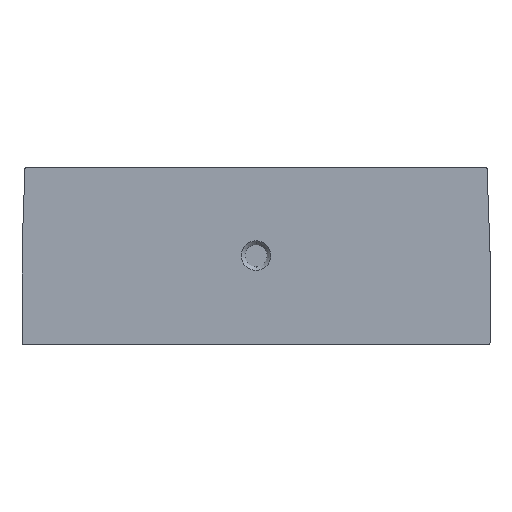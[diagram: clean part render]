
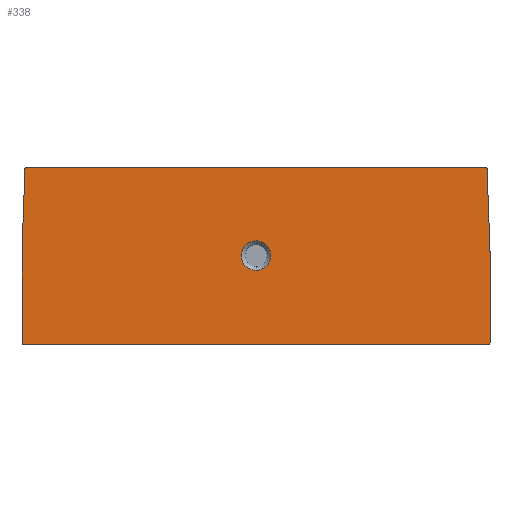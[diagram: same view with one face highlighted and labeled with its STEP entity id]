
A CAD part, top view. The second image highlights one B-rep face of the part: STEP entity #338.
In plain terms, the highlighted planar face has unit normal (0, 0, 1).
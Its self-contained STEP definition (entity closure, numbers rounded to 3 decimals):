
#64=CARTESIAN_POINT('',(31.3,13.065,1.5));
#65=DIRECTION('',(0.,0.,-1.));
#66=DIRECTION('',(0.999,0.035,0.));
#67=AXIS2_PLACEMENT_3D('',#64,#65,#66);
#69=DIRECTION('',(0.,1.,0.));
#70=VECTOR('',#69,12.265);
#71=CARTESIAN_POINT('',(31.6,0.8,1.5));
#72=LINE('',#71,#70);
#73=CARTESIAN_POINT('',(31.3,0.8,1.5));
#74=DIRECTION('',(0.,0.,1.));
#75=DIRECTION('',(0.,-1.,0.));
#76=AXIS2_PLACEMENT_3D('',#73,#74,#75);
#78=DIRECTION('',(1.,0.,0.));
#79=VECTOR('',#78,62.6);
#80=CARTESIAN_POINT('',(-31.3,0.5,1.5));
#81=LINE('',#80,#79);
#82=CARTESIAN_POINT('',(-31.3,0.8,1.5));
#83=DIRECTION('',(0.,0.,1.));
#84=DIRECTION('',(-1.,0.,0.));
#85=AXIS2_PLACEMENT_3D('',#82,#83,#84);
#87=DIRECTION('',(0.,-1.,0.));
#88=VECTOR('',#87,12.265);
#89=CARTESIAN_POINT('',(-31.6,13.065,1.5));
#90=LINE('',#89,#88);
#91=CARTESIAN_POINT('',(-31.3,13.065,1.5));
#92=DIRECTION('',(0.,0.,-1.));
#93=DIRECTION('',(-1.,0.,0.));
#94=AXIS2_PLACEMENT_3D('',#91,#92,#93);
#96=DIRECTION('',(-0.035,-0.999,0.));
#97=VECTOR('',#96,11.142);
#98=CARTESIAN_POINT('',(-31.211,24.21,1.5));
#99=LINE('',#98,#97);
#100=CARTESIAN_POINT('',(-30.911,24.2,1.5));
#101=DIRECTION('',(0.,0.,1.));
#102=DIRECTION('',(0.,1.,0.));
#103=AXIS2_PLACEMENT_3D('',#100,#101,#102);
#105=DIRECTION('',(-1.,0.,0.));
#106=VECTOR('',#105,61.822);
#107=CARTESIAN_POINT('',(30.911,24.5,1.5));
#108=LINE('',#107,#106);
#109=CARTESIAN_POINT('',(30.911,24.2,1.5));
#110=DIRECTION('',(0.,0.,1.));
#111=DIRECTION('',(0.999,0.035,0.));
#112=AXIS2_PLACEMENT_3D('',#109,#110,#111);
#114=DIRECTION('',(-0.035,0.999,0.));
#115=VECTOR('',#114,11.142);
#116=CARTESIAN_POINT('',(31.6,13.075,1.5));
#117=LINE('',#116,#115);
#118=CARTESIAN_POINT('',(0.,12.55,1.5));
#119=DIRECTION('',(0.,0.,1.));
#120=DIRECTION('',(0.,1.,0.));
#121=AXIS2_PLACEMENT_3D('',#118,#119,#120);
#123=CARTESIAN_POINT('',(0.,12.55,1.5));
#124=DIRECTION('',(0.,0.,1.));
#125=DIRECTION('',(0.,-1.,0.));
#126=AXIS2_PLACEMENT_3D('',#123,#124,#125);
#186=CARTESIAN_POINT('',(31.6,13.075,1.5));
#188=VERTEX_POINT('',#186);
#192=CARTESIAN_POINT('',(31.6,13.065,1.5));
#193=VERTEX_POINT('',#192);
#198=CARTESIAN_POINT('',(31.211,24.21,1.5));
#199=VERTEX_POINT('',#198);
#200=CARTESIAN_POINT('',(30.911,24.5,1.5));
#201=VERTEX_POINT('',#200);
#206=CARTESIAN_POINT('',(-30.911,24.5,1.5));
#207=VERTEX_POINT('',#206);
#208=CARTESIAN_POINT('',(-31.211,24.21,1.5));
#209=VERTEX_POINT('',#208);
#210=CARTESIAN_POINT('',(-31.6,13.065,1.5));
#212=VERTEX_POINT('',#210);
#216=CARTESIAN_POINT('',(-31.6,13.075,1.5));
#217=VERTEX_POINT('',#216);
#222=CARTESIAN_POINT('',(-31.6,0.8,1.5));
#223=VERTEX_POINT('',#222);
#224=CARTESIAN_POINT('',(-31.3,0.5,1.5));
#225=VERTEX_POINT('',#224);
#230=CARTESIAN_POINT('',(31.3,0.5,1.5));
#231=VERTEX_POINT('',#230);
#232=CARTESIAN_POINT('',(31.6,0.8,1.5));
#233=VERTEX_POINT('',#232);
#238=CARTESIAN_POINT('',(0.,14.55,1.5));
#239=CARTESIAN_POINT('',(0.,10.55,1.5));
#240=VERTEX_POINT('',#238);
#241=VERTEX_POINT('',#239);
#303=CARTESIAN_POINT('',(0.,0.,1.5));
#304=DIRECTION('',(0.,0.,1.));
#305=DIRECTION('',(1.,0.,0.));
#306=AXIS2_PLACEMENT_3D('',#303,#304,#305);
#307=PLANE('',#306);
#308=ORIENTED_EDGE('',*,*,#284,.T.);
#310=ORIENTED_EDGE('',*,*,#309,.F.);
#312=ORIENTED_EDGE('',*,*,#311,.F.);
#314=ORIENTED_EDGE('',*,*,#313,.F.);
#316=ORIENTED_EDGE('',*,*,#315,.F.);
#318=ORIENTED_EDGE('',*,*,#317,.F.);
#320=ORIENTED_EDGE('',*,*,#319,.T.);
#322=ORIENTED_EDGE('',*,*,#321,.F.);
#324=ORIENTED_EDGE('',*,*,#323,.F.);
#326=ORIENTED_EDGE('',*,*,#325,.F.);
#328=ORIENTED_EDGE('',*,*,#327,.F.);
#329=ORIENTED_EDGE('',*,*,#295,.F.);
#330=EDGE_LOOP('',(#308,#310,#312,#314,#316,#318,#320,#322,#324,#326,#328,
#329));
#331=FACE_OUTER_BOUND('',#330,.F.);
#333=ORIENTED_EDGE('',*,*,#332,.T.);
#335=ORIENTED_EDGE('',*,*,#334,.T.);
#336=EDGE_LOOP('',(#333,#335));
#337=FACE_BOUND('',#336,.F.);
#338=ADVANCED_FACE('',(#331,#337),#307,.T.);
#68=CIRCLE('',#67,0.3);
#77=CIRCLE('',#76,0.3);
#86=CIRCLE('',#85,0.3);
#95=CIRCLE('',#94,0.3);
#104=CIRCLE('',#103,0.3);
#113=CIRCLE('',#112,0.3);
#122=CIRCLE('',#121,2.);
#127=CIRCLE('',#126,2.);
#284=EDGE_CURVE('',#188,#193,#68,.T.);
#295=EDGE_CURVE('',#188,#199,#117,.T.);
#309=EDGE_CURVE('',#233,#193,#72,.T.);
#311=EDGE_CURVE('',#231,#233,#77,.T.);
#313=EDGE_CURVE('',#225,#231,#81,.T.);
#315=EDGE_CURVE('',#223,#225,#86,.T.);
#317=EDGE_CURVE('',#212,#223,#90,.T.);
#319=EDGE_CURVE('',#212,#217,#95,.T.);
#321=EDGE_CURVE('',#209,#217,#99,.T.);
#323=EDGE_CURVE('',#207,#209,#104,.T.);
#325=EDGE_CURVE('',#201,#207,#108,.T.);
#327=EDGE_CURVE('',#199,#201,#113,.T.);
#332=EDGE_CURVE('',#240,#241,#122,.T.);
#334=EDGE_CURVE('',#241,#240,#127,.T.);
